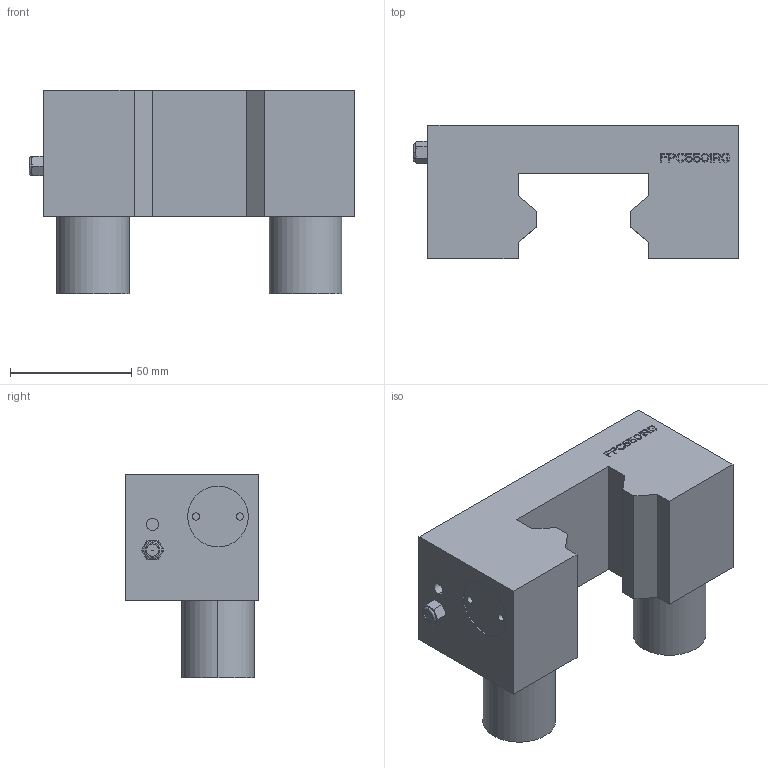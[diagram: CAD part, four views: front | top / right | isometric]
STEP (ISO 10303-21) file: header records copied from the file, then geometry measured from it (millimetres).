
FILE_DESCRIPTION((''),'2;1');
FILE_NAME('FPC5501RG','2022-10-15T10:43:21',('lx'),(''),'CREO PARAMETRIC BY PTC INC, 2018100','CREO PARAMETRIC BY PTC INC, 2018100','');
FILE_SCHEMA(('CONFIG_CONTROL_DESIGN'));
Length unit declared in the file: millimetre
Products named in the file (1): FPC5501RG
Bounding box: 134 x 55 x 84 mm (x, y, z)
Volume: 292005.4 mm3; surface area: 49193.1 mm2
Topology: 1 solids, 4 shells, 397 faces, 1065 edges, 705 vertices
Faces by surface type: plane 335, cylinder 42, cone 16, torus 2, sphere 2
Entity records: 12321 total; most frequent: CARTESIAN_POINT 2279, ORIENTED_EDGE 2126, DIRECTION 1947, EDGE_CURVE 1063, VECTOR 925, LINE 925, VERTEX_POINT 705, AXIS2_PLACEMENT_3D 511
